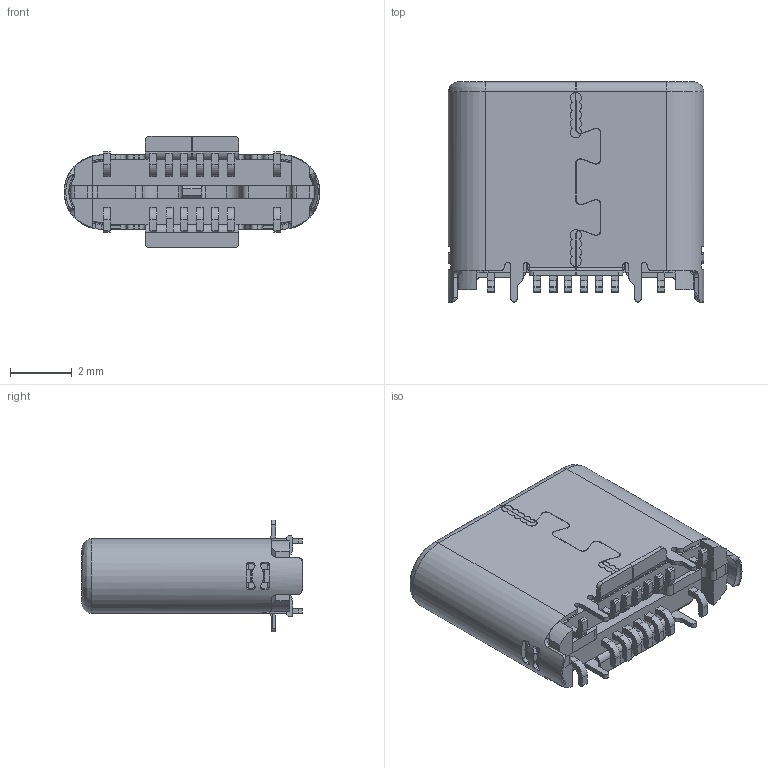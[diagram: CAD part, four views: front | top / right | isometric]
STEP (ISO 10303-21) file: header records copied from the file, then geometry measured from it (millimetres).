
FILE_DESCRIPTION (( 'STEP AP214' ), '1' );
FILE_NAME ('699B116-272-111.STEP', '2021-01-19T17:30:42', ( '' ), ( '' ), 'SwSTEP 2.0', 'SolidWorks 2020', '' );
FILE_SCHEMA (( 'AUTOMOTIVE_DESIGN' ));
Length unit declared in the file: millimetre
Products named in the file (3): 699B116-272-111; Shell 699B116-X72-111; Insulator 699B116-X72-111
Assembly tree (2 placements, depth 2):
  699B116-272-111
    Insulator 699B116-X72-111
    Shell 699B116-X72-111
Bounding box: 8.25 x 7.1 x 3.6 mm (x, y, z)
Volume: 91.4 mm3; surface area: 570.7 mm2
Topology: 2 solids, 9 shells, 1477 faces, 4313 edges, 2831 vertices
Faces by surface type: plane 973, cylinder 443, bspline 41, cone 20
Entity records: 57241 total; most frequent: CARTESIAN_POINT 12689, ORIENTED_EDGE 8614, DIRECTION 7005, EDGE_CURVE 4307, VERTEX_POINT 2831, VECTOR 2815, LINE 2815, AXIS2_PLACEMENT_3D 2095
